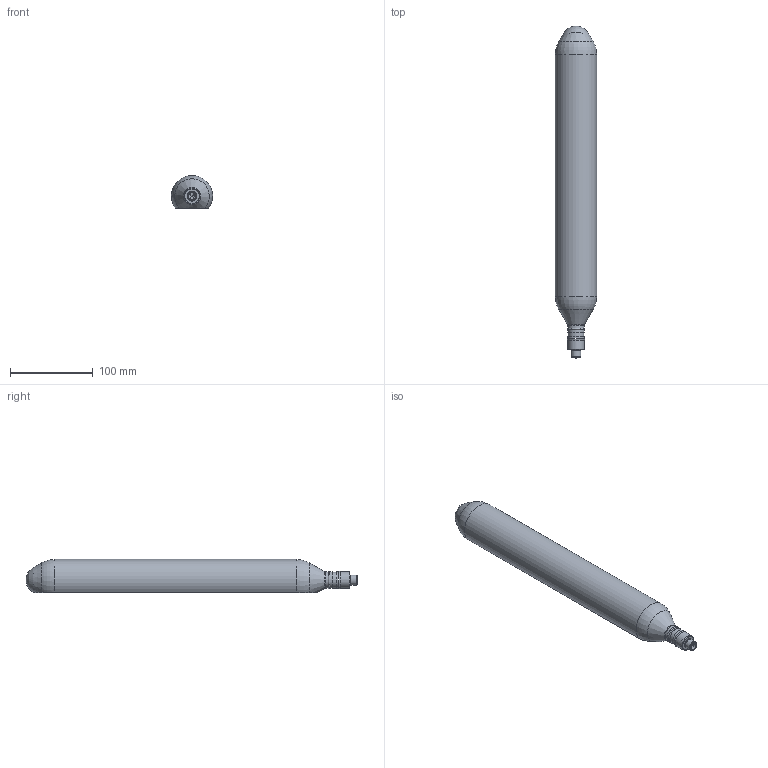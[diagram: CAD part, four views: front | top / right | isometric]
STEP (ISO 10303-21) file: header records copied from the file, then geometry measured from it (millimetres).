
FILE_DESCRIPTION (( 'STEP AP203' ), '1' );
FILE_NAME ('ABE-Z50-300-D20_outline.STEP', '2022-02-28T06:09:32', ( '' ), ( '' ), 'SwSTEP 2.0', 'SolidWorks 2020', '' );
FILE_SCHEMA (( 'CONFIG_CONTROL_DESIGN' ));
Length unit declared in the file: millimetre
Products named in the file (1): ABE-Z50-300-D20_outline
Bounding box: 49.94 x 402.05 x 40 mm (x, y, z)
Surface area: 57348.7 mm2 (no closed solid volume)
Topology: 0 solids, 13 shells, 85 faces, 239 edges, 166 vertices
Faces by surface type: plane 27, cylinder 27, bspline 12, cone 10, torus 9
Full cylindrical faces by diameter (mm): 1 x4, 12 x1, 18.1 x1, 19.2 x1, 20 x4
Entity records: 3442 total; most frequent: CARTESIAN_POINT 1373, DIRECTION 432, ORIENTED_EDGE 324, EDGE_CURVE 208, AXIS2_PLACEMENT_3D 174, VERTEX_POINT 158, EDGE_LOOP 115, FACE_OUTER_BOUND 101
